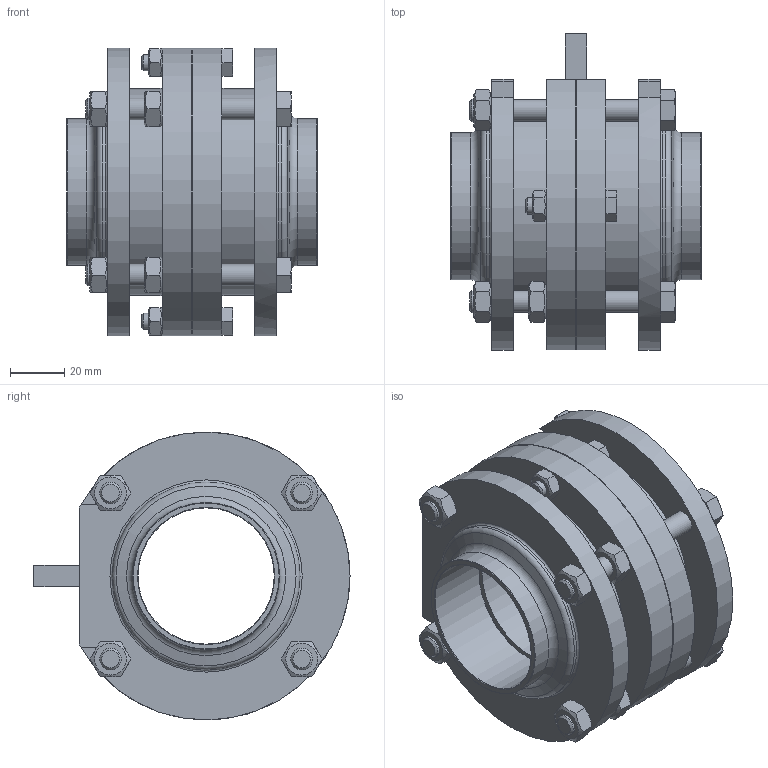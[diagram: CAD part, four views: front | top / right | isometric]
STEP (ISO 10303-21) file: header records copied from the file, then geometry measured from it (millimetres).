
FILE_DESCRIPTION( ( 'STEP AP203' ), '1' );
FILE_NAME( '9612400004.stp', '2020-07-20T11:30:28', ( 'License CC BY-ND 4.0' ), ( 'CADENAS' ), ' ', 'PARTsolutions', ' ' );
FILE_SCHEMA( ( 'CONFIG_CONTROL_DESIGN' ) );
Length unit declared in the file: millimetre
Products named in the file (4): 9612400004; _9612400004_C; _9612402419_(EPDM)L; _9612402519_(EPDM)R
Assembly tree (3 placements, depth 2):
  9612400004
    _9612400004_C
    _9612402419_(EPDM)L
    _9612402519_(EPDM)R
Bounding box: 92 x 116.05 x 105.7 mm (x, y, z)
Volume: 342762.2 mm3; surface area: 94081.7 mm2
Topology: 3 solids, 5 shells, 275 faces, 633 edges, 398 vertices
Faces by surface type: plane 154, cone 62, cylinder 49, torus 10
Full cylindrical faces by diameter (mm): 6 x4, 6.6 x2, 8 x10, 8.5 x8, 50 x3, 53.6 x2, 54 x2, 61 x2, 69 x2, 76 x2
Entity records: 8216 total; most frequent: CARTESIAN_POINT 2415, DIRECTION 1103, ORIENTED_EDGE 1088, EDGE_CURVE 544, AXIS2_PLACEMENT_3D 452, EDGE_LOOP 400, VERTEX_POINT 380, FACE_OUTER_BOUND 322
